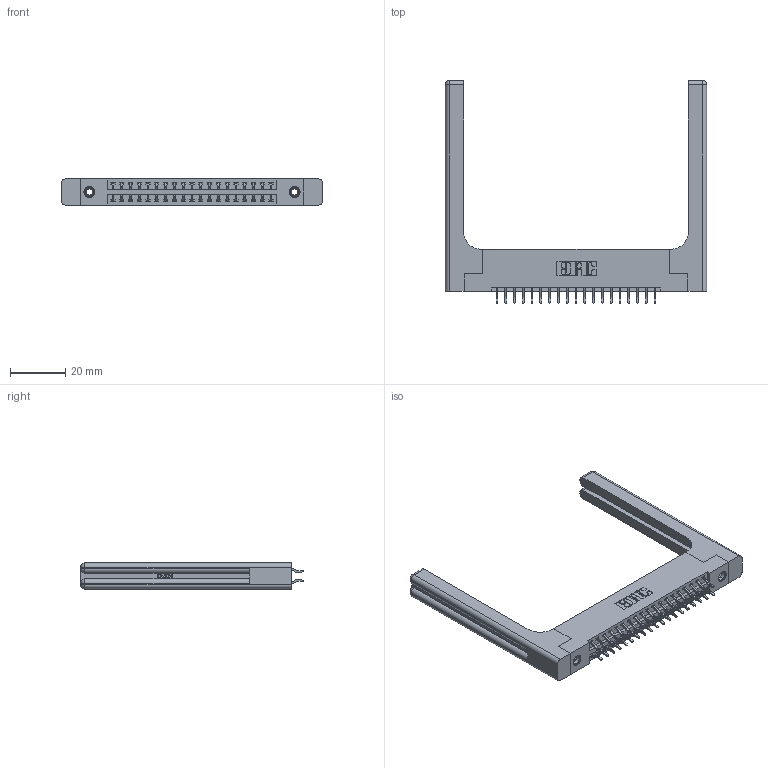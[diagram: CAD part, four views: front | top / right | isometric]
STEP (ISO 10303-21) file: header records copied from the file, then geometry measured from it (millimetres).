
FILE_DESCRIPTION (( 'STEP AP203' ), '1' );
FILE_NAME ('346-038-556-258.STEP', '2022-05-20T00:17:20', ( '' ), ( '' ), 'SwSTEP 2.0', 'SolidWorks 2020', '' );
FILE_SCHEMA (( 'CONFIG_CONTROL_DESIGN' ));
Length unit declared in the file: inch
Products named in the file (5): 346 Part_Flush Mounting Lugs - 0.156 Dia-TH; 346-038-556-258; 345-250-001_345-250-001-102; 346-220-058_345-220-058; 345-292-001_556 Tail
Assembly tree (43 placements, depth 2):
  346-038-556-258
    346 Part_Flush Mounting Lugs - 0.156 Dia-TH
    345-292-001_556 Tail  x38
    345-250-001_345-250-001-102  x2
    346-220-058_345-220-058  x2
Bounding box: 94.39 x 80.53 x 9.4 mm (x, y, z)
Volume: 16499.9 mm3; surface area: 16989.3 mm2
Topology: 43 solids, 43 shells, 2596 faces, 7605 edges, 4998 vertices
Faces by surface type: plane 1720, cylinder 816, bspline 36, cone 12, sphere 8, torus 4
Entity records: 21314 total; most frequent: CARTESIAN_POINT 4571, ORIENTED_EDGE 3288, DIRECTION 3000, EDGE_CURVE 1644, VECTOR 1336, LINE 1336, VERTEX_POINT 1086, AXIS2_PLACEMENT_3D 832
